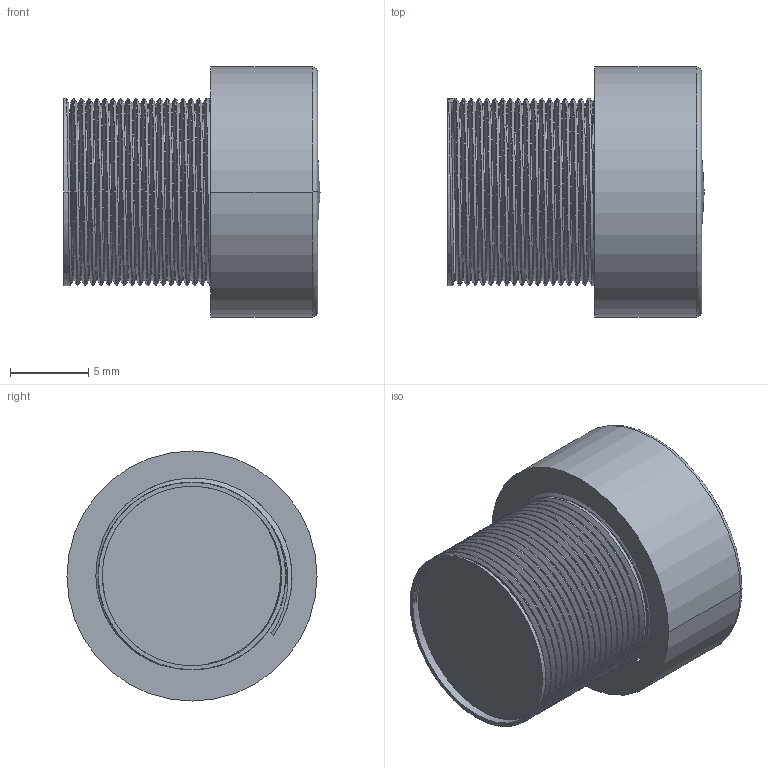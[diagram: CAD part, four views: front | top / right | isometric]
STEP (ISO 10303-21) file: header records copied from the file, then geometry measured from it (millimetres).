
FILE_DESCRIPTION((''),'2;1');
FILE_NAME('LN024','2021-06-28T17:02:00',('Arducam'),(''),'CREO PARAMETRIC BY PTC INC, 2019080','CREO PARAMETRIC BY PTC INC, 2019080','');
FILE_SCHEMA(('AUTOMOTIVE_DESIGN { 1 0 10303 214 1 1 1 1 }'));
Length unit declared in the file: millimetre
Products named in the file (1): LN024
Bounding box: 16.4 x 16 x 16 mm (x, y, z)
Volume: 2262.8 mm3; surface area: 1363 mm2
Topology: 1 solids, 1 shells, 71 faces, 191 edges, 120 vertices
Faces by surface type: cylinder 41, bspline 19, plane 5, torus 2, cone 2, sphere 2
Entity records: 10494 total; most frequent: CARTESIAN_POINT 8437, ORIENTED_EDGE 378, DIRECTION 201, EDGE_CURVE 189, VERTEX_POINT 120, B_SPLINE_CURVE_WITH_KNOTS 110, EDGE_LOOP 73, FACE_OUTER_BOUND 71
